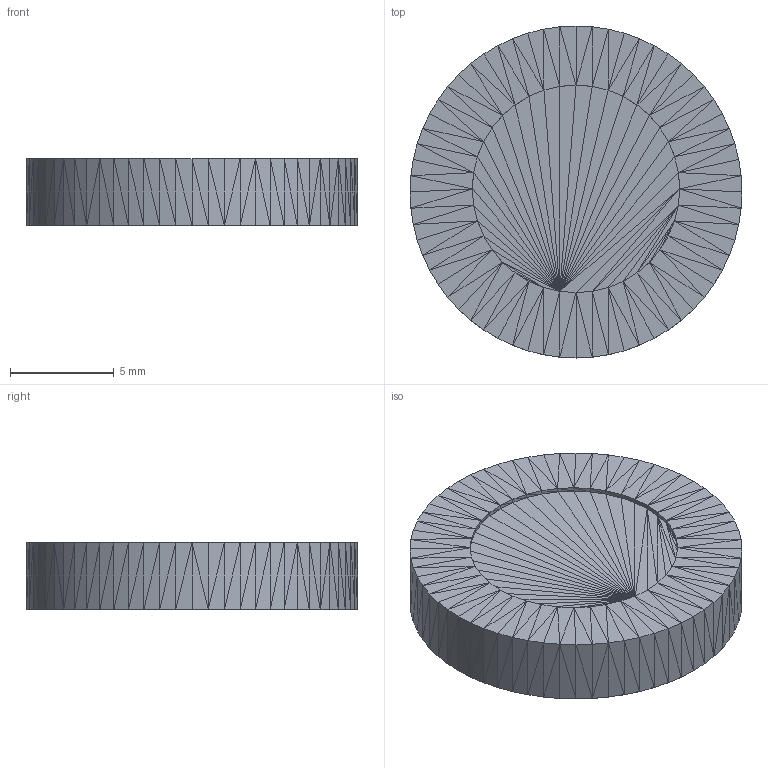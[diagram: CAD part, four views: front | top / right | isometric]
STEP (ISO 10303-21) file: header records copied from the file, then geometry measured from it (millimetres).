
FILE_DESCRIPTION((' Model'),'2;1');
FILE_NAME(' Shape Model','2024-10-16T00:22:14',(''),( ''),' ','','Unknown');
FILE_SCHEMA(('AUTOMOTIVE_DESIGN { 1 0 10303 214 1 1 1 1 }'));
Length unit declared in the file: millimetre
Products named in the file (1):  STEP translator 7.5 1
Bounding box: 16 x 16 x 3.2 mm (x, y, z)
Surface area: 568.7 mm2 (no closed solid volume)
Topology: 0 solids, 1 shells, 574 faces, 861 edges, 289 vertices
Faces by surface type: plane 574
Entity records: 21547 total; most frequent: CARTESIAN_POINT 4308, DIRECTION 2872, ORIENTED_EDGE 1722, LINE 1722, VECTOR 1722, PCURVE 1722, DEFINITIONAL_REPRESENTATION 1722, EDGE_CURVE 861
